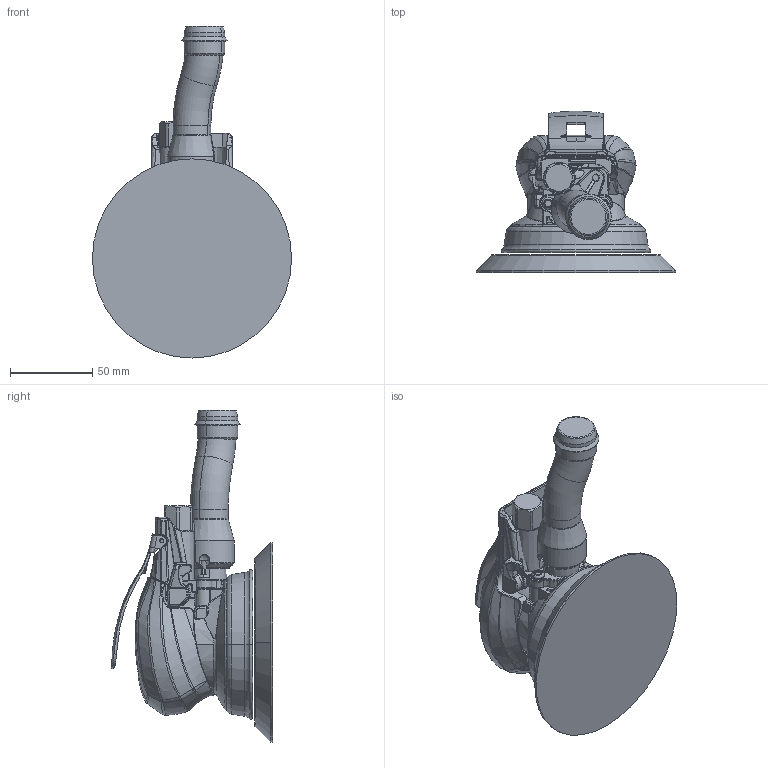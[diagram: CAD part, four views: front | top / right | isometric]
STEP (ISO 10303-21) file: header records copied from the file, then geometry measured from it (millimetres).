
FILE_DESCRIPTION((''),'2;1');
FILE_NAME('TMP95521_SW','2010-01-12T',('TooextPHE'),(''),'PRO/ENGINEER BY PARAMETRIC TECHNOLOGY CORPORATION, 2008310','PRO/ENGINEER BY PARAMETRIC TECHNOLOGY CORPORATION, 2008310','');
FILE_SCHEMA(('CONFIG_CONTROL_DESIGN', 'GEOMETRIC_VALIDATION_PROPERTIES_MIM'));
Products named in the file (1): TMP95521_SW
Bounding box: 121.2 x 98.13 x 202.04 mm (x, y, z)
Surface area: 83834.1 mm2 (no closed solid volume)
Topology: 0 solids, 24 shells, 715 faces, 2680 edges, 1895 vertices
Faces by surface type: bspline 255, cylinder 173, plane 124, torus 100, cone 46, extrusion 14, sphere 3
Entity records: 48501 total; most frequent: CARTESIAN_POINT 24743, ORIENTED_EDGE 4090, DIRECTION 2836, EDGE_CURVE 2674, VERTEX_POINT 1895, B_SPLINE_CURVE_WITH_KNOTS 1427, AXIS2_PLACEMENT_3D 1115, PRESENTATION_STYLE_ASSIGNMENT 729
